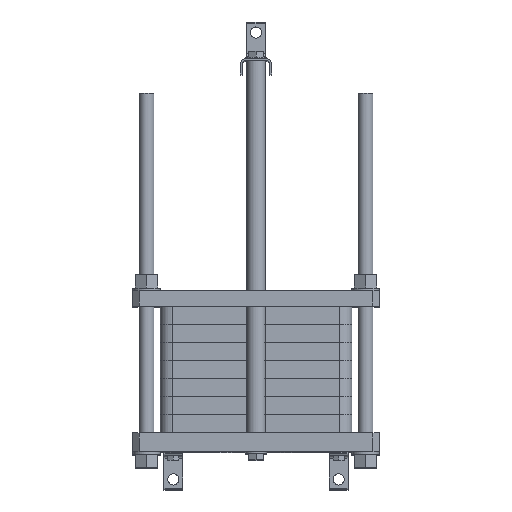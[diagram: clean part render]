
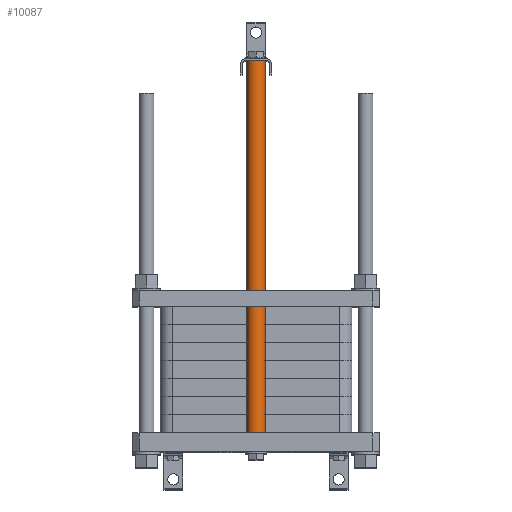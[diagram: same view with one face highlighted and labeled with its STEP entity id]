
A CAD part, top view. The second image highlights one B-rep face of the part: STEP entity #10087.
In plain terms, the highlighted cylindrical face has radius 15 mm (diameter 30 mm), a full revolution.
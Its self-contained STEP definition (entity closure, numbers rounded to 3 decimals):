
#3372=FACE_BOUND('',#4314,.T.);
#3607=CYLINDRICAL_SURFACE('',#10622,15.);
#3813=FACE_OUTER_BOUND('',#4313,.T.);
#4313=EDGE_LOOP('',(#7762));
#4314=EDGE_LOOP('',(#7763));
#4953=CIRCLE('',#10535,15.);
#4987=CIRCLE('',#10623,15.);
#5559=VERTEX_POINT('',#14902);
#5641=VERTEX_POINT('',#15161);
#6361=EDGE_CURVE('',#5559,#5559,#4953,.T.);
#6484=EDGE_CURVE('',#5641,#5641,#4987,.T.);
#7762=ORIENTED_EDGE('',*,*,#6361,.T.);
#7763=ORIENTED_EDGE('',*,*,#6484,.F.);
#10087=ADVANCED_FACE('',(#3813,#3372),#3607,.T.);
#10535=AXIS2_PLACEMENT_3D('',#14903,#11667,#11668);
#10622=AXIS2_PLACEMENT_3D('',#15160,#11930,#11931);
#10623=AXIS2_PLACEMENT_3D('',#15162,#11932,#11933);
#11667=DIRECTION('center_axis',(0.,-1.,0.));
#11668=DIRECTION('ref_axis',(-1.,0.,0.));
#11930=DIRECTION('center_axis',(0.,1.,0.));
#11931=DIRECTION('ref_axis',(-1.,0.,0.));
#11932=DIRECTION('center_axis',(0.,-1.,0.));
#11933=DIRECTION('ref_axis',(-1.,0.,0.));
#14902=CARTESIAN_POINT('',(15.,597.,885.5));
#14903=CARTESIAN_POINT('Origin',(0.,597.,885.5));
#15160=CARTESIAN_POINT('Origin',(0.,0.,
885.5));
#15161=CARTESIAN_POINT('',(15.,0.,885.5));
#15162=CARTESIAN_POINT('Origin',(0.,0.,
885.5));
